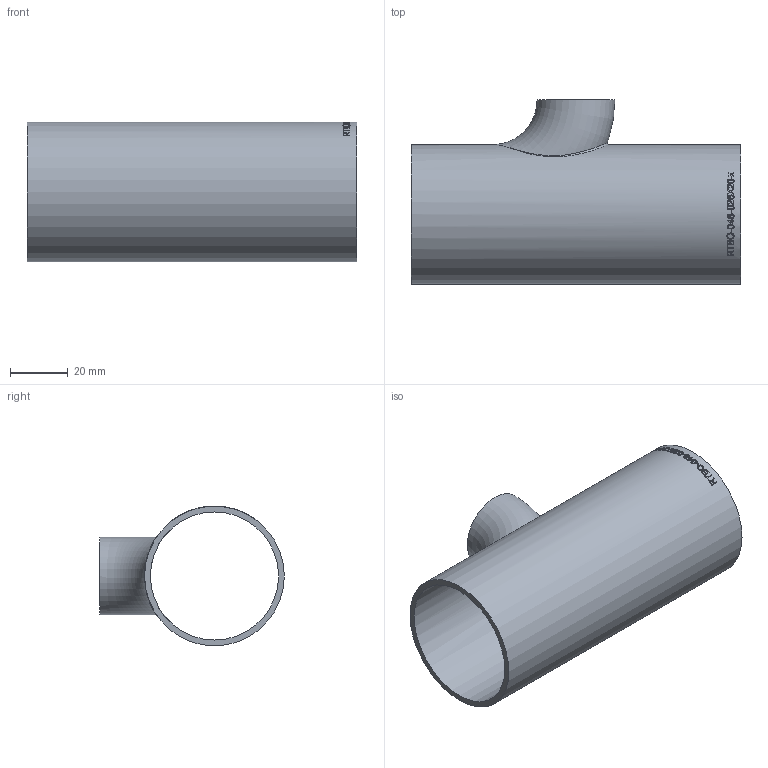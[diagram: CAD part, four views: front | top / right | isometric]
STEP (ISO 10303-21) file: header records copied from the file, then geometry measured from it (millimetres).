
FILE_DESCRIPTION (( 'STEP AP214' ), '1' );
FILE_NAME ('RTBO-048-026X20-x T-Bogen reduziert 2005.STEP', '2020-05-20T11:46:41', ( '' ), ( '' ), 'SwSTEP 2.0', 'SolidWorks 2019', '' );
FILE_SCHEMA (( 'AUTOMOTIVE_DESIGN' ));
Length unit declared in the file: millimetre
Products named in the file (1): RTBO-048-026X20-x T-Bogen reduziert 2005
Bounding box: 114 x 63.84 x 48.3 mm (x, y, z)
Volume: 35396.9 mm3; surface area: 35663.4 mm2
Topology: 1 solids, 1 shells, 236 faces, 616 edges, 411 vertices
Faces by surface type: bspline 137, plane 67, cylinder 30, torus 2
Full cylindrical faces by diameter (mm): 44.3 x1, 48.3 x1
Entity records: 27272 total; most frequent: CARTESIAN_POINT 20256, ORIENTED_EDGE 1214, EDGE_CURVE 607, DIRECTION 466, B_SPLINE_CURVE_WITH_KNOTS 427, VERTEX_POINT 408, EDGE_LOOP 275, FACE_OUTER_BOUND 242
